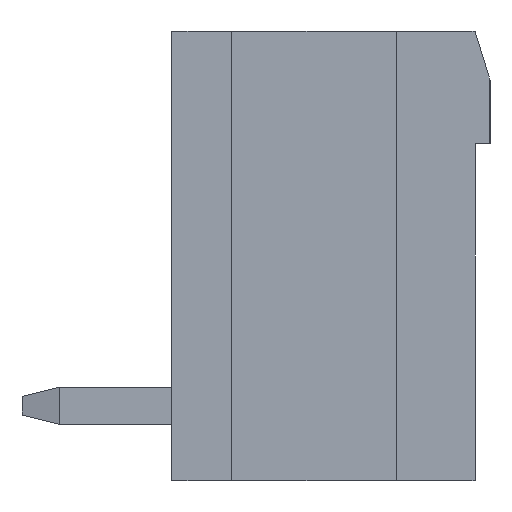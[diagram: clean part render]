
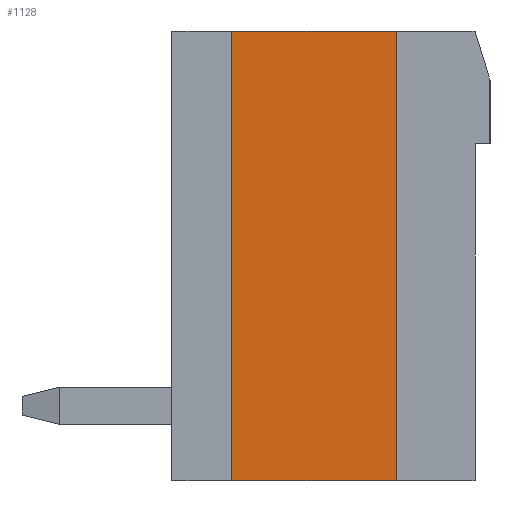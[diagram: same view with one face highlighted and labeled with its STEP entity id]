
A CAD part, left-side view. The second image highlights one B-rep face of the part: STEP entity #1128.
In plain terms, the highlighted planar face has unit normal (-1, 0, 0).
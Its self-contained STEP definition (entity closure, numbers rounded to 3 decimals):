
#1128 = ADVANCED_FACE( '', ( #2453 ), #2454, .T. );
#2453 = FACE_OUTER_BOUND( '', #4041, .T. );
#2454 = PLANE( '', #4042 );
#4041 = EDGE_LOOP( '', ( #7035, #7036, #7037, #7038 ) );
#4042 = AXIS2_PLACEMENT_3D( '', #7039, #7040, #7041 );
#7035 = ORIENTED_EDGE( '', *, *, #10908, .T. );
#7036 = ORIENTED_EDGE( '', *, *, #10909, .F. );
#7037 = ORIENTED_EDGE( '', *, *, #10910, .F. );
#7038 = ORIENTED_EDGE( '', *, *, #10911, .F. );
#7039 = CARTESIAN_POINT( '', ( -50.61, 2.45, -97.074 ) );
#7040 = DIRECTION( '', ( -1., 0., 0. ) );
#7041 = DIRECTION( '', ( 0., 0., 1. ) );
#10908 = EDGE_CURVE( '', #13556, #13557, #13558, .T. );
#10909 = EDGE_CURVE( '', #13559, #13557, #13560, .T. );
#10910 = EDGE_CURVE( '', #13561, #13559, #13562, .T. );
#10911 = EDGE_CURVE( '', #13556, #13561, #13563, .T. );
#13556 = VERTEX_POINT( '', #17508 );
#13557 = VERTEX_POINT( '', #17509 );
#13558 = LINE( '', #17510, #17511 );
#13559 = VERTEX_POINT( '', #17512 );
#13560 = LINE( '', #17513, #17514 );
#13561 = VERTEX_POINT( '', #17515 );
#13562 = LINE( '', #17516, #17517 );
#13563 = LINE( '', #17518, #17519 );
#17508 = CARTESIAN_POINT( '', ( -50.61, -1.95, -6. ) );
#17509 = CARTESIAN_POINT( '', ( -50.61, -1.95, 6. ) );
#17510 = CARTESIAN_POINT( '', ( -50.61, -1.95, -97.074 ) );
#17511 = VECTOR( '', #19896, 1000. );
#17512 = CARTESIAN_POINT( '', ( -50.61, 2.45, 6. ) );
#17513 = CARTESIAN_POINT( '', ( -50.61, 2.45, 6. ) );
#17514 = VECTOR( '', #19897, 1000. );
#17515 = CARTESIAN_POINT( '', ( -50.61, 2.45, -6. ) );
#17516 = CARTESIAN_POINT( '', ( -50.61, 2.45, -97.074 ) );
#17517 = VECTOR( '', #19898, 1000. );
#17518 = CARTESIAN_POINT( '', ( -50.61, 4.05, -6. ) );
#17519 = VECTOR( '', #19899, 1000. );
#19896 = DIRECTION( '', ( 0., 0., 1. ) );
#19897 = DIRECTION( '', ( 0., -1., 0. ) );
#19898 = DIRECTION( '', ( 0., 0., 1. ) );
#19899 = DIRECTION( '', ( 0., 1., 0. ) );
